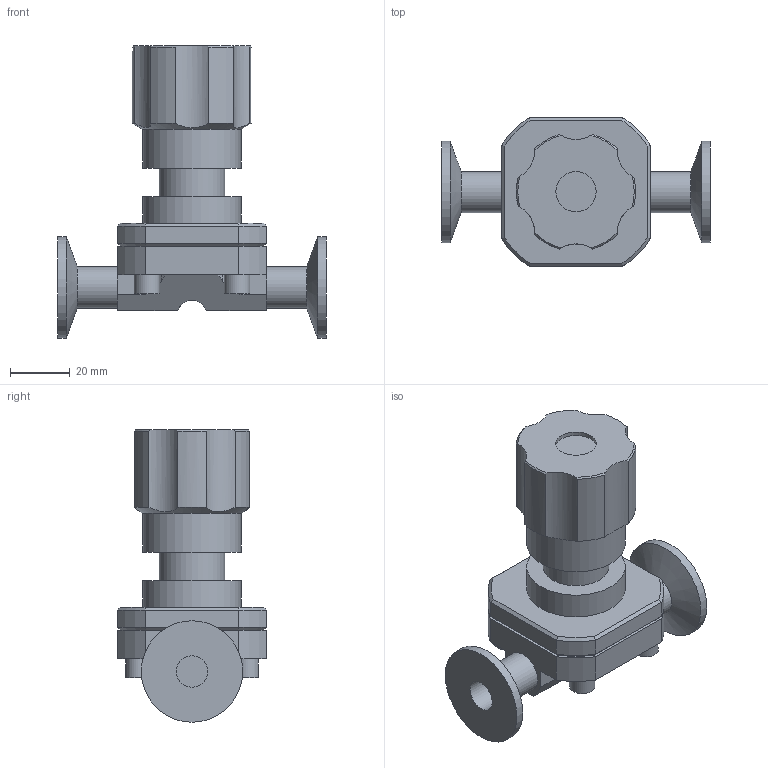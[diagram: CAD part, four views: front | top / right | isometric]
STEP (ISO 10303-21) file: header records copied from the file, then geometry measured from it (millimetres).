
FILE_DESCRIPTION(/* description */ (''),/* implementation_level */ '2;1');
FILE_NAME(/* name */ 'DHS2S_CXC_8A.stp',/* time_stamp */ '2021-08-19T16:58:14+09:00',/* author */ ('m'),/* organization */ (''),/* preprocessor_version */ 'ST-DEVELOPER v18.1',/* originating_system */ 'Autodesk Inventor 2021',/* authorisation */ '');
FILE_SCHEMA (('AUTOMOTIVE_DESIGN { 1 0 10303 214 3 1 1 }'));
Length unit declared in the file: millimetre
Products named in the file (1): DHS2S_CXC_8A
Bounding box: 90 x 50 x 98 mm (x, y, z)
Volume: 114512.7 mm3; surface area: 24006.5 mm2
Topology: 1 solids, 1 shells, 102 faces, 240 edges, 153 vertices
Faces by surface type: cylinder 43, plane 42, cone 17
Full cylindrical faces by diameter (mm): 8.5 x4, 10.5 x2, 13.5 x1, 13.8 x2, 22 x1, 33 x2, 34 x2
Entity records: 3090 total; most frequent: CARTESIAN_POINT 682, DIRECTION 507, ORIENTED_EDGE 480, EDGE_CURVE 240, AXIS2_PLACEMENT_3D 198, VERTEX_POINT 153, EDGE_LOOP 115, LINE 111
